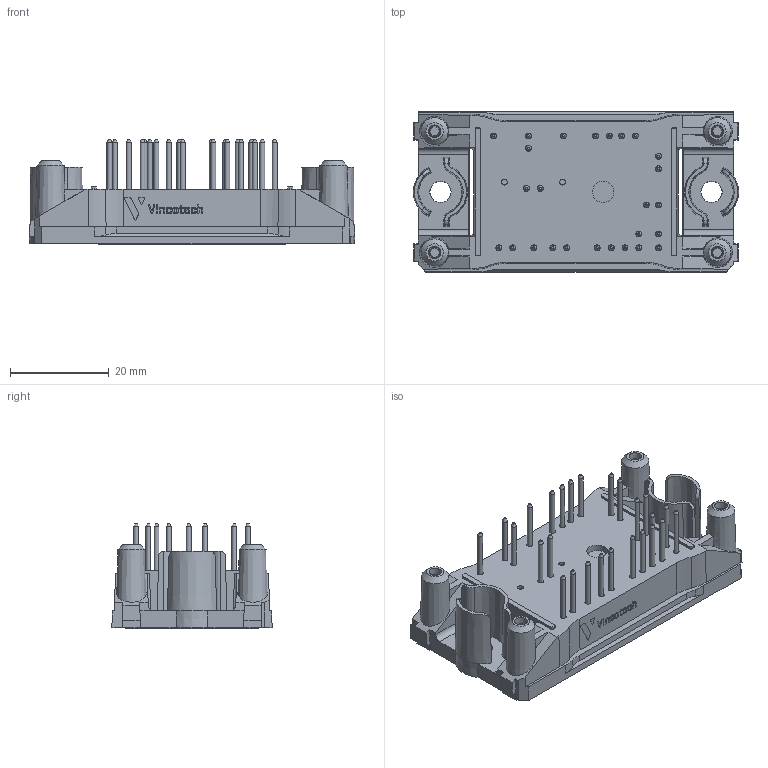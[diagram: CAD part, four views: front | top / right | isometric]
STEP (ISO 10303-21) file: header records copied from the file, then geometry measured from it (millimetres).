
FILE_DESCRIPTION(/* description */ ('Unknown'),/* implementation_level */ '2;1');
FILE_NAME(/* name */ 'Flow0-4T17WA-P980(260)-01-OL',/* time_stamp */ '2017-02-01T11:44:43+01:00',/* author */ ('Unknown'),/* organization */ ('Unknown'),/* preprocessor_version */ 'ST-DEVELOPER v16',/* originating_system */ 'DEX',/* authorisation */ $);
FILE_SCHEMA (('AUTOMOTIVE_DESIGN {1 0 10303 214 3 1 1}'));
Length unit declared in the file: millimetre
Products named in the file (1): Flow0-4T17WA-P980-01-OL
Bounding box: 66 x 32.5 x 21.23 mm (x, y, z)
Volume: 17996.2 mm3; surface area: 10881.8 mm2
Topology: 12 solids, 12 shells, 592 faces, 1507 edges, 1008 vertices
Faces by surface type: plane 319, cylinder 105, cone 92, bspline 76
Full cylindrical faces by diameter (mm): 1 x26, 1.2 x28, 4.3 x1
Entity records: 21393 total; most frequent: CARTESIAN_POINT 5388, ORIENTED_EDGE 2568, DIRECTION 2482, EDGE_CURVE 1284, VERTEX_POINT 914, AXIS2_PLACEMENT_3D 861, EDGE_LOOP 802, FACE_BOUND 802
